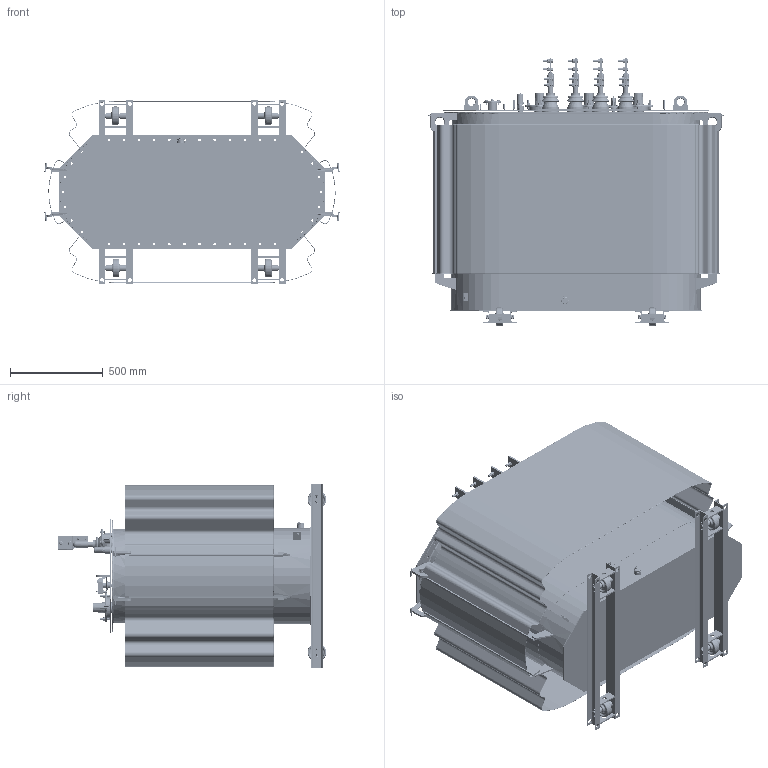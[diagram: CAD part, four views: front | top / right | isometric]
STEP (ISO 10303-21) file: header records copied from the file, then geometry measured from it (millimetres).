
FILE_DESCRIPTION(/* description */ (''),/* implementation_level */ '2;1');
FILE_NAME(/* name */ 'ТМГ-630-20.stp',/* time_stamp */ '2019-05-14T13:41:38+03:00',/* author */ ('54405'),/* organization */ (''),/* preprocessor_version */ 'ST-DEVELOPER v15.2',/* originating_system */ 'Autodesk Inventor 2014',/* authorisation */ '');
FILE_SCHEMA (('AUTOMOTIVE_DESIGN { 1 0 10303 214 3 1 1 }'));
Products named in the file (1): 5ВЩ.384.242 ТМГ-630-20
_Shrinkwrap_1
Bounding box: 1588.77 x 1443.99 x 994 mm (x, y, z)
Volume: 28501521.9 mm3; surface area: 17345237.3 mm2
Topology: 55 solids, 94 shells, 8165 faces, 20999 edges, 13373 vertices
Faces by surface type: plane 4077, cylinder 2395, bspline 567, torus 519, cone 507, sphere 100
Full cylindrical faces by diameter (mm): 1.6 x2, 1.827 x2, 2.2 x2, 3 x54, 3.1 x2, 3.96 x12, 4 x35, 4.134 x1, 4.2 x6, 4.5 x24, 4.8 x12, 4.917 x1, 4.95 x1, 5 x15, 5.1 x4, 5.3 x2, 5.459 x2, 5.94 x9, 6 x60, 6.2 x5, 6.4 x1, 6.5 x8, 6.9 x6, 7.1 x2, 7.5 x1, 7.92 x3, 8 x12, 8.4 x6, 8.5 x3, 8.746 x18
Entity records: 291705 total; most frequent: CARTESIAN_POINT 94988, DIRECTION 38318, ORIENTED_EDGE 38122, EDGE_CURVE 19076, AXIS2_PLACEMENT_3D 14398, VERTEX_POINT 12918, EDGE_LOOP 10837, LINE 9522
